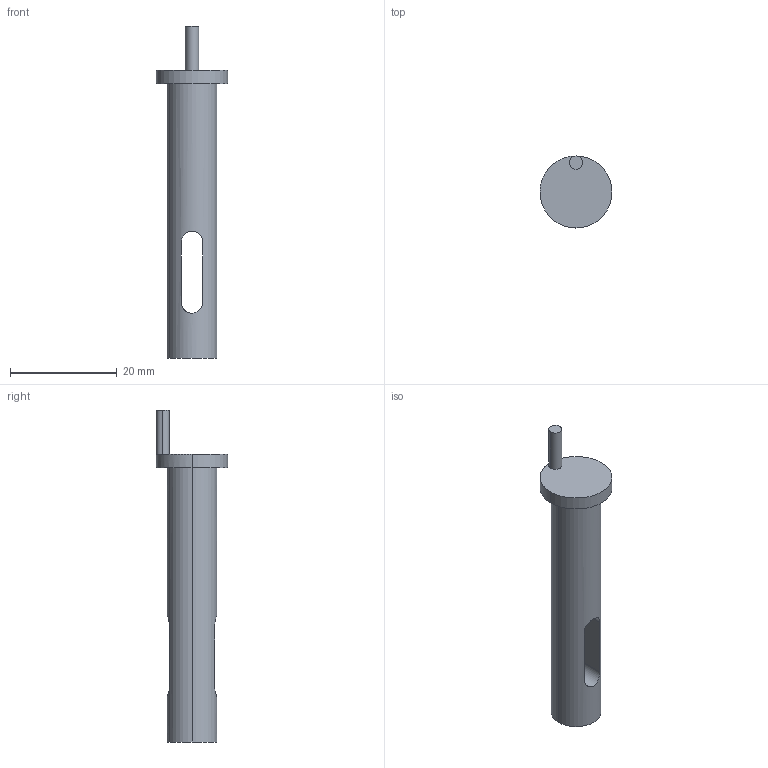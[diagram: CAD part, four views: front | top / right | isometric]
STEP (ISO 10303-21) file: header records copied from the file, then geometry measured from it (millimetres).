
FILE_DESCRIPTION (( 'STEP AP203' ), '1' );
FILE_NAME ('percuteur martini tanner .Step', '2019-11-21T18:10:42', ( '' ), ( '' ), 'SwSTEP 2.0', 'SolidWorks 2016', '' );
FILE_SCHEMA (( 'CONFIG_CONTROL_DESIGN' ));
Length unit declared in the file: millimetre
Products named in the file (1): percuteur martini tanner 
Bounding box: 13.5 x 13.5 x 62.3 mm (x, y, z)
Volume: 3406.9 mm3; surface area: 2154.9 mm2
Topology: 1 solids, 1 shells, 14 faces, 32 edges, 21 vertices
Faces by surface type: cylinder 8, plane 6
Entity records: 587 total; most frequent: CARTESIAN_POINT 180, DIRECTION 72, ORIENTED_EDGE 64, EDGE_CURVE 32, AXIS2_PLACEMENT_3D 29, VERTEX_POINT 21, EDGE_LOOP 17, VECTOR 14
